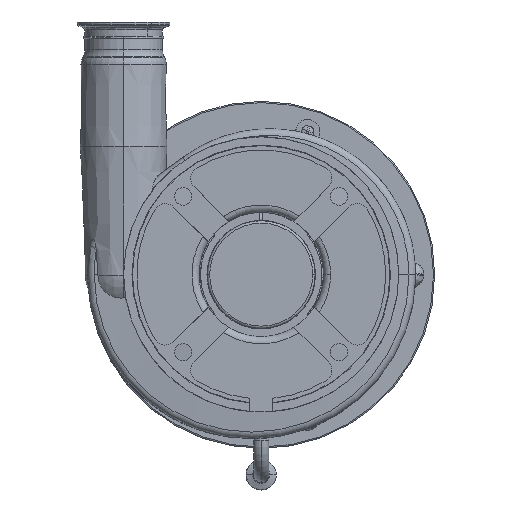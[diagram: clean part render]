
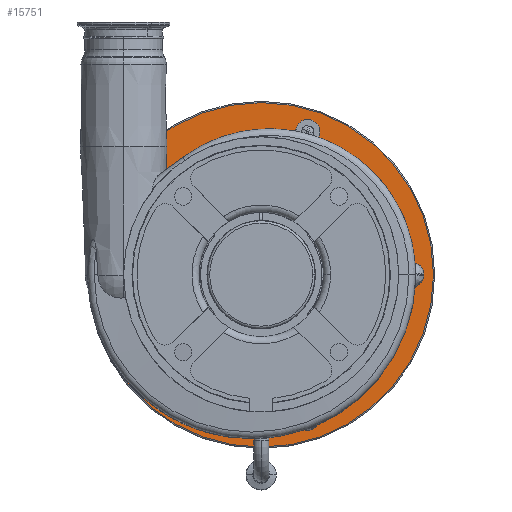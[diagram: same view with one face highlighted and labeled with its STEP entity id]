
A CAD part, top view. The second image highlights one B-rep face of the part: STEP entity #15751.
In plain terms, the highlighted planar face has unit normal (0, 0, 1).
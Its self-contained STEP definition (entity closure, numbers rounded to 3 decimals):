
#141 = EDGE_CURVE ( 'NONE', #6848, #11389, #14159, .T. ) ;
#178 = DIRECTION ( 'NONE',  ( -1., 0., 0. ) ) ;
#263 = DIRECTION ( 'NONE',  ( 0., 0., 1. ) ) ;
#271 = DIRECTION ( 'NONE',  ( -1., 0., 0. ) ) ;
#355 = DIRECTION ( 'NONE',  ( 0., 0., 1. ) ) ;
#495 = CIRCLE ( 'NONE', #1890, 144. ) ;
#546 = ORIENTED_EDGE ( 'NONE', *, *, #3416, .F. ) ;
#704 = EDGE_CURVE ( 'NONE', #12250, #5372, #495, .T. ) ;
#734 = AXIS2_PLACEMENT_3D ( 'NONE', #1402, #263, #16017 ) ;
#881 = CARTESIAN_POINT ( 'NONE',  ( 126., 0., -61. ) ) ;
#988 = DIRECTION ( 'NONE',  ( -1., 0., 0. ) ) ;
#998 = CARTESIAN_POINT ( 'NONE',  ( -91.936, 74.061, -61. ) ) ;
#1035 = CARTESIAN_POINT ( 'NONE',  ( 136., 0., -61. ) ) ;
#1135 = VERTEX_POINT ( 'NONE', #998 ) ;
#1190 = CARTESIAN_POINT ( 'NONE',  ( 0., 0., -61. ) ) ;
#1195 = CARTESIAN_POINT ( 'NONE',  ( 116., 0., -61. ) ) ;
#1205 = DIRECTION ( 'NONE',  ( 0., 0., 1. ) ) ;
#1262 = FACE_BOUND ( 'NONE', #3254, .T. ) ;
#1345 = FACE_BOUND ( 'NONE', #13864, .T. ) ;
#1402 = CARTESIAN_POINT ( 'NONE',  ( -101.936, 74.061, -61. ) ) ;
#1409 = DIRECTION ( 'NONE',  ( 0., 0., 1. ) ) ;
#1458 = CIRCLE ( 'NONE', #11237, 10. ) ;
#1461 = ORIENTED_EDGE ( 'NONE', *, *, #15658, .F. ) ;
#1479 = ORIENTED_EDGE ( 'NONE', *, *, #13831, .F. ) ;
#1527 = DIRECTION ( 'NONE',  ( -1., 0., 0. ) ) ;
#1752 = VERTEX_POINT ( 'NONE', #6071 ) ;
#1828 = EDGE_CURVE ( 'NONE', #5372, #12250, #11160, .T. ) ;
#1890 = AXIS2_PLACEMENT_3D ( 'NONE', #14696, #1409, #10773 ) ;
#2223 = DIRECTION ( 'NONE',  ( 0., 0., 1. ) ) ;
#2350 = CIRCLE ( 'NONE', #5432, 115. ) ;
#2426 = CARTESIAN_POINT ( 'NONE',  ( 38.936, 119.833, -61. ) ) ;
#2476 = DIRECTION ( 'NONE',  ( 0., 0., 1. ) ) ;
#3000 = CIRCLE ( 'NONE', #734, 10. ) ;
#3122 = ORIENTED_EDGE ( 'NONE', *, *, #12349, .F. ) ;
#3254 = EDGE_LOOP ( 'NONE', ( #1479, #14244 ) ) ;
#3347 = EDGE_LOOP ( 'NONE', ( #14382, #4955 ) ) ;
#3416 = EDGE_CURVE ( 'NONE', #8489, #15288, #9805, .T. ) ;
#3496 = AXIS2_PLACEMENT_3D ( 'NONE', #8148, #7979, #16189 ) ;
#3648 = AXIS2_PLACEMENT_3D ( 'NONE', #13413, #6598, #14634 ) ;
#3661 = DIRECTION ( 'NONE',  ( -1., 0., 0. ) ) ;
#3668 = ORIENTED_EDGE ( 'NONE', *, *, #14059, .F. ) ;
#3807 = DIRECTION ( 'NONE',  ( 0., 0., 1. ) ) ;
#3902 = CARTESIAN_POINT ( 'NONE',  ( 38.936, 119.833, -61. ) ) ;
#4076 = CARTESIAN_POINT ( 'NONE',  ( 0., 115., -61. ) ) ;
#4236 = AXIS2_PLACEMENT_3D ( 'NONE', #11120, #355, #271 ) ;
#4334 = ORIENTED_EDGE ( 'NONE', *, *, #12169, .F. ) ;
#4595 = CIRCLE ( 'NONE', #6829, 10. ) ;
#4607 = CARTESIAN_POINT ( 'NONE',  ( 28.936, 119.833, -61. ) ) ;
#4955 = ORIENTED_EDGE ( 'NONE', *, *, #1828, .T. ) ;
#5032 = CARTESIAN_POINT ( 'NONE',  ( -101.936, -74.061, -61. ) ) ;
#5257 = CARTESIAN_POINT ( 'NONE',  ( 38.936, -119.833, -61. ) ) ;
#5365 = FACE_BOUND ( 'NONE', #10939, .T. ) ;
#5372 = VERTEX_POINT ( 'NONE', #17228 ) ;
#5395 = CARTESIAN_POINT ( 'NONE',  ( 48.936, -119.833, -61. ) ) ;
#5432 = AXIS2_PLACEMENT_3D ( 'NONE', #15527, #11594, #8885 ) ;
#5435 = EDGE_LOOP ( 'NONE', ( #1461, #3668 ) ) ;
#5461 = DIRECTION ( 'NONE',  ( -1., 0., 0. ) ) ;
#5496 = AXIS2_PLACEMENT_3D ( 'NONE', #3902, #2476, #988 ) ;
#5630 = CARTESIAN_POINT ( 'NONE',  ( 28.936, -119.833, -61. ) ) ;
#5952 = EDGE_CURVE ( 'NONE', #15385, #17106, #1458, .T. ) ;
#6050 = ORIENTED_EDGE ( 'NONE', *, *, #7420, .F. ) ;
#6071 = CARTESIAN_POINT ( 'NONE',  ( -115., 0., -61. ) ) ;
#6591 = PLANE ( 'NONE',  #12518 ) ;
#6598 = DIRECTION ( 'NONE',  ( 0., 0., 1. ) ) ;
#6747 = CARTESIAN_POINT ( 'NONE',  ( -111.936, -74.061, -61. ) ) ;
#6829 = AXIS2_PLACEMENT_3D ( 'NONE', #881, #3807, #7541 ) ;
#6848 = VERTEX_POINT ( 'NONE', #4607 ) ;
#7420 = EDGE_CURVE ( 'NONE', #13033, #16946, #12401, .T. ) ;
#7473 = AXIS2_PLACEMENT_3D ( 'NONE', #2426, #1205, #1527 ) ;
#7541 = DIRECTION ( 'NONE',  ( -1., 0., 0. ) ) ;
#7979 = DIRECTION ( 'NONE',  ( 0., 0., 1. ) ) ;
#8148 = CARTESIAN_POINT ( 'NONE',  ( 38.936, -119.833, -61. ) ) ;
#8317 = CIRCLE ( 'NONE', #16420, 10. ) ;
#8336 = VERTEX_POINT ( 'NONE', #10795 ) ;
#8489 = VERTEX_POINT ( 'NONE', #1035 ) ;
#8506 = VERTEX_POINT ( 'NONE', #8997 ) ;
#8618 = EDGE_CURVE ( 'NONE', #17106, #15385, #8317, .T. ) ;
#8885 = DIRECTION ( 'NONE',  ( 1., 0., 0. ) ) ;
#8949 = EDGE_LOOP ( 'NONE', ( #13966, #15307 ) ) ;
#8997 = CARTESIAN_POINT ( 'NONE',  ( -111.936, 74.061, -61. ) ) ;
#9147 = ORIENTED_EDGE ( 'NONE', *, *, #5952, .F. ) ;
#9392 = DIRECTION ( 'NONE',  ( 0., 0., -1. ) ) ;
#9426 = ORIENTED_EDGE ( 'NONE', *, *, #8618, .F. ) ;
#9805 = CIRCLE ( 'NONE', #4236, 10. ) ;
#10386 = DIRECTION ( 'NONE',  ( 0., 0., 1. ) ) ;
#10478 = CARTESIAN_POINT ( 'NONE',  ( -101.936, -74.061, -61. ) ) ;
#10704 = EDGE_CURVE ( 'NONE', #1752, #8336, #2350, .T. ) ;
#10724 = CARTESIAN_POINT ( 'NONE',  ( -91.936, -74.061, -61. ) ) ;
#10773 = DIRECTION ( 'NONE',  ( 1., 0., 0. ) ) ;
#10795 = CARTESIAN_POINT ( 'NONE',  ( 115., 0., -61. ) ) ;
#10939 = EDGE_LOOP ( 'NONE', ( #3122, #6050 ) ) ;
#11025 = CIRCLE ( 'NONE', #3496, 10. ) ;
#11120 = CARTESIAN_POINT ( 'NONE',  ( 126., 0., -61. ) ) ;
#11160 = CIRCLE ( 'NONE', #3648, 144. ) ;
#11237 = AXIS2_PLACEMENT_3D ( 'NONE', #5032, #2223, #3661 ) ;
#11389 = VERTEX_POINT ( 'NONE', #13691 ) ;
#11594 = DIRECTION ( 'NONE',  ( 0., 0., 1. ) ) ;
#11612 = AXIS2_PLACEMENT_3D ( 'NONE', #1190, #15889, #14737 ) ;
#11670 = AXIS2_PLACEMENT_3D ( 'NONE', #12986, #11756, #15603 ) ;
#11756 = DIRECTION ( 'NONE',  ( 0., 0., 1. ) ) ;
#11904 = CIRCLE ( 'NONE', #11612, 115. ) ;
#11911 = CARTESIAN_POINT ( 'NONE',  ( 144., 0., -61. ) ) ;
#12169 = EDGE_CURVE ( 'NONE', #15288, #8489, #4595, .T. ) ;
#12250 = VERTEX_POINT ( 'NONE', #11911 ) ;
#12349 = EDGE_CURVE ( 'NONE', #16946, #13033, #11025, .T. ) ;
#12401 = CIRCLE ( 'NONE', #16295, 10. ) ;
#12518 = AXIS2_PLACEMENT_3D ( 'NONE', #4076, #9392, #5461 ) ;
#12986 = CARTESIAN_POINT ( 'NONE',  ( -101.936, 74.061, -61. ) ) ;
#13033 = VERTEX_POINT ( 'NONE', #5630 ) ;
#13075 = CIRCLE ( 'NONE', #11670, 10. ) ;
#13157 = FACE_OUTER_BOUND ( 'NONE', #3347, .T. ) ;
#13413 = CARTESIAN_POINT ( 'NONE',  ( 0., 0., -61. ) ) ;
#13691 = CARTESIAN_POINT ( 'NONE',  ( 48.936, 119.833, -61. ) ) ;
#13831 = EDGE_CURVE ( 'NONE', #8336, #1752, #11904, .T. ) ;
#13864 = EDGE_LOOP ( 'NONE', ( #546, #4334 ) ) ;
#13966 = ORIENTED_EDGE ( 'NONE', *, *, #17323, .F. ) ;
#14059 = EDGE_CURVE ( 'NONE', #8506, #1135, #3000, .T. ) ;
#14159 = CIRCLE ( 'NONE', #7473, 10. ) ;
#14244 = ORIENTED_EDGE ( 'NONE', *, *, #10704, .F. ) ;
#14382 = ORIENTED_EDGE ( 'NONE', *, *, #704, .T. ) ;
#14634 = DIRECTION ( 'NONE',  ( 1., 0., 0. ) ) ;
#14696 = CARTESIAN_POINT ( 'NONE',  ( 0., 0., -61. ) ) ;
#14737 = DIRECTION ( 'NONE',  ( 1., 0., 0. ) ) ;
#15288 = VERTEX_POINT ( 'NONE', #1195 ) ;
#15307 = ORIENTED_EDGE ( 'NONE', *, *, #141, .F. ) ;
#15385 = VERTEX_POINT ( 'NONE', #10724 ) ;
#15527 = CARTESIAN_POINT ( 'NONE',  ( 0., 0., -61. ) ) ;
#15603 = DIRECTION ( 'NONE',  ( -1., 0., 0. ) ) ;
#15658 = EDGE_CURVE ( 'NONE', #1135, #8506, #13075, .T. ) ;
#15732 = DIRECTION ( 'NONE',  ( -1., 0., 0. ) ) ;
#15751 = ADVANCED_FACE ( 'NONE', ( #16128, #5365, #1345, #17182, #15783, #1262, #13157 ), #6591, .F. ) ;
#15783 = FACE_BOUND ( 'NONE', #5435, .T. ) ;
#15889 = DIRECTION ( 'NONE',  ( 0., 0., 1. ) ) ;
#15929 = DIRECTION ( 'NONE',  ( 0., 0., 1. ) ) ;
#16017 = DIRECTION ( 'NONE',  ( -1., 0., 0. ) ) ;
#16114 = CIRCLE ( 'NONE', #5496, 10. ) ;
#16128 = FACE_BOUND ( 'NONE', #16920, .T. ) ;
#16189 = DIRECTION ( 'NONE',  ( -1., 0., 0. ) ) ;
#16295 = AXIS2_PLACEMENT_3D ( 'NONE', #5257, #15929, #178 ) ;
#16420 = AXIS2_PLACEMENT_3D ( 'NONE', #10478, #10386, #15732 ) ;
#16920 = EDGE_LOOP ( 'NONE', ( #9147, #9426 ) ) ;
#16946 = VERTEX_POINT ( 'NONE', #5395 ) ;
#17106 = VERTEX_POINT ( 'NONE', #6747 ) ;
#17182 = FACE_BOUND ( 'NONE', #8949, .T. ) ;
#17228 = CARTESIAN_POINT ( 'NONE',  ( -144., 0., -61. ) ) ;
#17323 = EDGE_CURVE ( 'NONE', #11389, #6848, #16114, .T. ) ;
